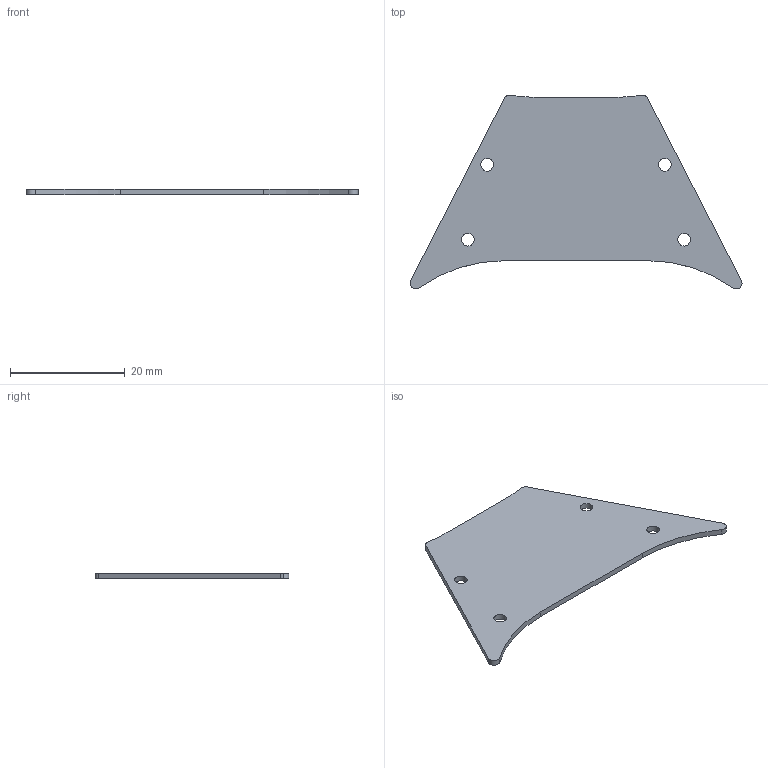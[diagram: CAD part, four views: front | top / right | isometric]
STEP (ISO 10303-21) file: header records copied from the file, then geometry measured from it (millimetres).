
FILE_DESCRIPTION(('HOOPS Exchange Step'),'2;1');
FILE_NAME('temp_export','2026-01-11T08:53:11-05:00',('jscotto'),('Shapr3D Limited'),'HOOPS Exchange 2025.7','Shapr3D','Authorized');
FILE_SCHEMA( ('AP242_MANAGED_MODEL_BASED_3D_ENGINEERING_MIM_LF {1 0 10303 442 1 1 4}') );
Length unit declared in the file: millimetre
Products named in the file (1): OLED Cover
Bounding box: 57.76 x 33.7 x 1 mm (x, y, z)
Volume: 1159.7 mm3; surface area: 2505.6 mm2
Topology: 1 solids, 1 shells, 19 faces, 51 edges, 34 vertices
Faces by surface type: cylinder 13, plane 6
Full cylindrical faces by diameter (mm): 2.2 x4
Entity records: 663 total; most frequent: DIRECTION 119, CARTESIAN_POINT 106, ORIENTED_EDGE 102, EDGE_CURVE 51, AXIS2_PLACEMENT_3D 47, VERTEX_POINT 34, EDGE_LOOP 27, FACE_BOUND 27
